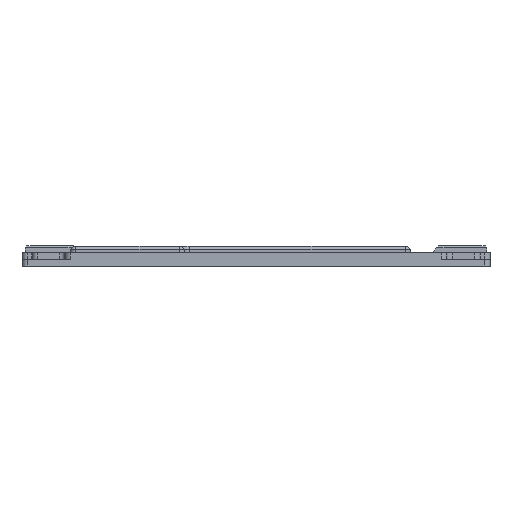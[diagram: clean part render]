
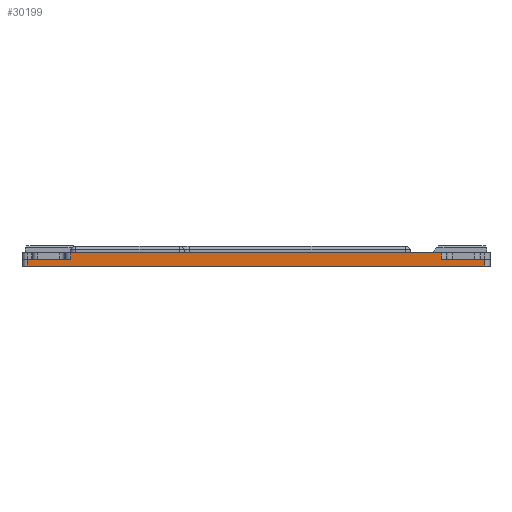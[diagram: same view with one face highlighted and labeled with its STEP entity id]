
A CAD part, front view. The second image highlights one B-rep face of the part: STEP entity #30199.
In plain terms, the highlighted planar face has unit normal (0, -1, 0).
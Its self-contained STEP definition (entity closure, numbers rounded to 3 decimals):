
#139 = PLANE('',#140);
#140 = AXIS2_PLACEMENT_3D('',#141,#142,#143);
#141 = CARTESIAN_POINT('',(0.,0.,0.));
#142 = DIRECTION('',(0.,0.,1.));
#143 = DIRECTION('',(1.,0.,-0.));
#352 = PLANE('',#353);
#353 = AXIS2_PLACEMENT_3D('',#354,#355,#356);
#354 = CARTESIAN_POINT('',(0.,0.,4.));
#355 = DIRECTION('',(0.,0.,1.));
#356 = DIRECTION('',(1.,0.,-0.));
#559 = VERTEX_POINT('',#560);
#560 = CARTESIAN_POINT('',(-68.913,-112.5,0.));
#579 = CYLINDRICAL_SURFACE('',#580,1.588);
#580 = AXIS2_PLACEMENT_3D('',#581,#582,#583);
#581 = CARTESIAN_POINT('',(-68.913,-110.913,0.));
#582 = DIRECTION('',(0.,0.,1.));
#583 = DIRECTION('',(0.,-1.,0.));
#591 = EDGE_CURVE('',#559,#592,#594,.T.);
#592 = VERTEX_POINT('',#593);
#593 = CARTESIAN_POINT('',(68.913,-112.5,0.));
#594 = SURFACE_CURVE('',#595,(#599,#606),.PCURVE_S1.);
#595 = LINE('',#596,#597);
#596 = CARTESIAN_POINT('',(-70.5,-112.5,0.));
#597 = VECTOR('',#598,1.);
#598 = DIRECTION('',(1.,0.,0.));
#599 = PCURVE('',#139,#600);
#600 = DEFINITIONAL_REPRESENTATION('',(#601),#605);
#601 = LINE('',#602,#603);
#602 = CARTESIAN_POINT('',(-70.5,-112.5));
#603 = VECTOR('',#604,1.);
#604 = DIRECTION('',(1.,0.));
#605 = ( GEOMETRIC_REPRESENTATION_CONTEXT(2) 
PARAMETRIC_REPRESENTATION_CONTEXT() REPRESENTATION_CONTEXT('2D SPACE',''
  ) );
#606 = PCURVE('',#607,#612);
#607 = PLANE('',#608);
#608 = AXIS2_PLACEMENT_3D('',#609,#610,#611);
#609 = CARTESIAN_POINT('',(-70.5,-112.5,0.));
#610 = DIRECTION('',(0.,1.,0.));
#611 = DIRECTION('',(1.,0.,0.));
#612 = DEFINITIONAL_REPRESENTATION('',(#613),#617);
#613 = LINE('',#614,#615);
#614 = CARTESIAN_POINT('',(0.,0.));
#615 = VECTOR('',#616,1.);
#616 = DIRECTION('',(1.,0.));
#617 = ( GEOMETRIC_REPRESENTATION_CONTEXT(2) 
PARAMETRIC_REPRESENTATION_CONTEXT() REPRESENTATION_CONTEXT('2D SPACE',''
  ) );
#636 = CYLINDRICAL_SURFACE('',#637,1.588);
#637 = AXIS2_PLACEMENT_3D('',#638,#639,#640);
#638 = CARTESIAN_POINT('',(68.913,-110.913,0.));
#639 = DIRECTION('',(0.,0.,1.));
#640 = DIRECTION('',(0.,-1.,0.));
#18139 = VERTEX_POINT('',#18140);
#18140 = CARTESIAN_POINT('',(-55.913,-112.5,4.));
#18159 = CYLINDRICAL_SURFACE('',#18160,1.588);
#18160 = AXIS2_PLACEMENT_3D('',#18161,#18162,#18163);
#18161 = CARTESIAN_POINT('',(-55.913,-110.913,6.));
#18162 = DIRECTION('',(-0.,-0.,-1.));
#18163 = DIRECTION('',(0.,-1.,0.));
#18171 = EDGE_CURVE('',#18139,#18172,#18174,.T.);
#18172 = VERTEX_POINT('',#18173);
#18173 = CARTESIAN_POINT('',(55.913,-112.5,4.));
#18174 = SURFACE_CURVE('',#18175,(#18179,#18186),.PCURVE_S1.);
#18175 = LINE('',#18176,#18177);
#18176 = CARTESIAN_POINT('',(-70.5,-112.5,4.));
#18177 = VECTOR('',#18178,1.);
#18178 = DIRECTION('',(1.,0.,0.));
#18179 = PCURVE('',#352,#18180);
#18180 = DEFINITIONAL_REPRESENTATION('',(#18181),#18185);
#18181 = LINE('',#18182,#18183);
#18182 = CARTESIAN_POINT('',(-70.5,-112.5));
#18183 = VECTOR('',#18184,1.);
#18184 = DIRECTION('',(1.,0.));
#18185 = ( GEOMETRIC_REPRESENTATION_CONTEXT(2) 
PARAMETRIC_REPRESENTATION_CONTEXT() REPRESENTATION_CONTEXT('2D SPACE',''
  ) );
#18186 = PCURVE('',#607,#18187);
#18187 = DEFINITIONAL_REPRESENTATION('',(#18188),#18192);
#18188 = LINE('',#18189,#18190);
#18189 = CARTESIAN_POINT('',(0.,-4.));
#18190 = VECTOR('',#18191,1.);
#18191 = DIRECTION('',(1.,0.));
#18192 = ( GEOMETRIC_REPRESENTATION_CONTEXT(2) 
PARAMETRIC_REPRESENTATION_CONTEXT() REPRESENTATION_CONTEXT('2D SPACE',''
  ) );
#18215 = CYLINDRICAL_SURFACE('',#18216,1.588);
#18216 = AXIS2_PLACEMENT_3D('',#18217,#18218,#18219);
#18217 = CARTESIAN_POINT('',(55.913,-110.913,6.));
#18218 = DIRECTION('',(-0.,-0.,-1.));
#18219 = DIRECTION('',(0.,-1.,0.));
#30037 = PLANE('',#30038);
#30038 = AXIS2_PLACEMENT_3D('',#30039,#30040,#30041);
#30039 = CARTESIAN_POINT('',(0.,0.,2.));
#30040 = DIRECTION('',(0.,0.,1.));
#30041 = DIRECTION('',(1.,0.,-0.));
#30125 = VERTEX_POINT('',#30126);
#30126 = CARTESIAN_POINT('',(-68.913,-112.5,2.));
#30152 = EDGE_CURVE('',#559,#30125,#30153,.T.);
#30153 = SURFACE_CURVE('',#30154,(#30158,#30165),.PCURVE_S1.);
#30154 = LINE('',#30155,#30156);
#30155 = CARTESIAN_POINT('',(-68.913,-112.5,0.));
#30156 = VECTOR('',#30157,1.);
#30157 = DIRECTION('',(0.,0.,1.));
#30158 = PCURVE('',#579,#30159);
#30159 = DEFINITIONAL_REPRESENTATION('',(#30160),#30164);
#30160 = LINE('',#30161,#30162);
#30161 = CARTESIAN_POINT('',(-0.,0.));
#30162 = VECTOR('',#30163,1.);
#30163 = DIRECTION('',(-0.,1.));
#30164 = ( GEOMETRIC_REPRESENTATION_CONTEXT(2) 
PARAMETRIC_REPRESENTATION_CONTEXT() REPRESENTATION_CONTEXT('2D SPACE',''
  ) );
#30165 = PCURVE('',#607,#30166);
#30166 = DEFINITIONAL_REPRESENTATION('',(#30167),#30171);
#30167 = LINE('',#30168,#30169);
#30168 = CARTESIAN_POINT('',(1.588,0.));
#30169 = VECTOR('',#30170,1.);
#30170 = DIRECTION('',(0.,-1.));
#30171 = ( GEOMETRIC_REPRESENTATION_CONTEXT(2) 
PARAMETRIC_REPRESENTATION_CONTEXT() REPRESENTATION_CONTEXT('2D SPACE',''
  ) );
#30199 = ADVANCED_FACE('',(#30200),#607,.F.);
#30200 = FACE_BOUND('',#30201,.F.);
#30201 = EDGE_LOOP('',(#30202,#30203,#30204,#30227,#30248,#30249,#30272,
    #30300));
#30202 = ORIENTED_EDGE('',*,*,#591,.F.);
#30203 = ORIENTED_EDGE('',*,*,#30152,.T.);
#30204 = ORIENTED_EDGE('',*,*,#30205,.F.);
#30205 = EDGE_CURVE('',#30206,#30125,#30208,.T.);
#30206 = VERTEX_POINT('',#30207);
#30207 = CARTESIAN_POINT('',(-55.913,-112.5,2.));
#30208 = SURFACE_CURVE('',#30209,(#30213,#30220),.PCURVE_S1.);
#30209 = LINE('',#30210,#30211);
#30210 = CARTESIAN_POINT('',(-55.913,-112.5,2.));
#30211 = VECTOR('',#30212,1.);
#30212 = DIRECTION('',(-1.,0.,0.));
#30213 = PCURVE('',#607,#30214);
#30214 = DEFINITIONAL_REPRESENTATION('',(#30215),#30219);
#30215 = LINE('',#30216,#30217);
#30216 = CARTESIAN_POINT('',(14.588,-2.));
#30217 = VECTOR('',#30218,1.);
#30218 = DIRECTION('',(-1.,0.));
#30219 = ( GEOMETRIC_REPRESENTATION_CONTEXT(2) 
PARAMETRIC_REPRESENTATION_CONTEXT() REPRESENTATION_CONTEXT('2D SPACE',''
  ) );
#30220 = PCURVE('',#30037,#30221);
#30221 = DEFINITIONAL_REPRESENTATION('',(#30222),#30226);
#30222 = LINE('',#30223,#30224);
#30223 = CARTESIAN_POINT('',(-55.913,-112.5));
#30224 = VECTOR('',#30225,1.);
#30225 = DIRECTION('',(-1.,0.));
#30226 = ( GEOMETRIC_REPRESENTATION_CONTEXT(2) 
PARAMETRIC_REPRESENTATION_CONTEXT() REPRESENTATION_CONTEXT('2D SPACE',''
  ) );
#30227 = ORIENTED_EDGE('',*,*,#30228,.F.);
#30228 = EDGE_CURVE('',#18139,#30206,#30229,.T.);
#30229 = SURFACE_CURVE('',#30230,(#30234,#30241),.PCURVE_S1.);
#30230 = LINE('',#30231,#30232);
#30231 = CARTESIAN_POINT('',(-55.913,-112.5,6.));
#30232 = VECTOR('',#30233,1.);
#30233 = DIRECTION('',(-0.,-0.,-1.));
#30234 = PCURVE('',#607,#30235);
#30235 = DEFINITIONAL_REPRESENTATION('',(#30236),#30240);
#30236 = LINE('',#30237,#30238);
#30237 = CARTESIAN_POINT('',(14.588,-6.));
#30238 = VECTOR('',#30239,1.);
#30239 = DIRECTION('',(-0.,1.));
#30240 = ( GEOMETRIC_REPRESENTATION_CONTEXT(2) 
PARAMETRIC_REPRESENTATION_CONTEXT() REPRESENTATION_CONTEXT('2D SPACE',''
  ) );
#30241 = PCURVE('',#18159,#30242);
#30242 = DEFINITIONAL_REPRESENTATION('',(#30243),#30247);
#30243 = LINE('',#30244,#30245);
#30244 = CARTESIAN_POINT('',(0.,0.));
#30245 = VECTOR('',#30246,1.);
#30246 = DIRECTION('',(0.,1.));
#30247 = ( GEOMETRIC_REPRESENTATION_CONTEXT(2) 
PARAMETRIC_REPRESENTATION_CONTEXT() REPRESENTATION_CONTEXT('2D SPACE',''
  ) );
#30248 = ORIENTED_EDGE('',*,*,#18171,.T.);
#30249 = ORIENTED_EDGE('',*,*,#30250,.T.);
#30250 = EDGE_CURVE('',#18172,#30251,#30253,.T.);
#30251 = VERTEX_POINT('',#30252);
#30252 = CARTESIAN_POINT('',(55.913,-112.5,2.));
#30253 = SURFACE_CURVE('',#30254,(#30258,#30265),.PCURVE_S1.);
#30254 = LINE('',#30255,#30256);
#30255 = CARTESIAN_POINT('',(55.913,-112.5,6.));
#30256 = VECTOR('',#30257,1.);
#30257 = DIRECTION('',(-0.,-0.,-1.));
#30258 = PCURVE('',#607,#30259);
#30259 = DEFINITIONAL_REPRESENTATION('',(#30260),#30264);
#30260 = LINE('',#30261,#30262);
#30261 = CARTESIAN_POINT('',(126.413,-6.));
#30262 = VECTOR('',#30263,1.);
#30263 = DIRECTION('',(-0.,1.));
#30264 = ( GEOMETRIC_REPRESENTATION_CONTEXT(2) 
PARAMETRIC_REPRESENTATION_CONTEXT() REPRESENTATION_CONTEXT('2D SPACE',''
  ) );
#30265 = PCURVE('',#18215,#30266);
#30266 = DEFINITIONAL_REPRESENTATION('',(#30267),#30271);
#30267 = LINE('',#30268,#30269);
#30268 = CARTESIAN_POINT('',(-0.,0.));
#30269 = VECTOR('',#30270,1.);
#30270 = DIRECTION('',(-0.,1.));
#30271 = ( GEOMETRIC_REPRESENTATION_CONTEXT(2) 
PARAMETRIC_REPRESENTATION_CONTEXT() REPRESENTATION_CONTEXT('2D SPACE',''
  ) );
#30272 = ORIENTED_EDGE('',*,*,#30273,.F.);
#30273 = EDGE_CURVE('',#30274,#30251,#30276,.T.);
#30274 = VERTEX_POINT('',#30275);
#30275 = CARTESIAN_POINT('',(68.913,-112.5,2.));
#30276 = SURFACE_CURVE('',#30277,(#30281,#30288),.PCURVE_S1.);
#30277 = LINE('',#30278,#30279);
#30278 = CARTESIAN_POINT('',(68.913,-112.5,2.));
#30279 = VECTOR('',#30280,1.);
#30280 = DIRECTION('',(-1.,0.,0.));
#30281 = PCURVE('',#607,#30282);
#30282 = DEFINITIONAL_REPRESENTATION('',(#30283),#30287);
#30283 = LINE('',#30284,#30285);
#30284 = CARTESIAN_POINT('',(139.413,-2.));
#30285 = VECTOR('',#30286,1.);
#30286 = DIRECTION('',(-1.,0.));
#30287 = ( GEOMETRIC_REPRESENTATION_CONTEXT(2) 
PARAMETRIC_REPRESENTATION_CONTEXT() REPRESENTATION_CONTEXT('2D SPACE',''
  ) );
#30288 = PCURVE('',#30289,#30294);
#30289 = PLANE('',#30290);
#30290 = AXIS2_PLACEMENT_3D('',#30291,#30292,#30293);
#30291 = CARTESIAN_POINT('',(0.,0.,2.));
#30292 = DIRECTION('',(0.,0.,1.));
#30293 = DIRECTION('',(1.,0.,-0.));
#30294 = DEFINITIONAL_REPRESENTATION('',(#30295),#30299);
#30295 = LINE('',#30296,#30297);
#30296 = CARTESIAN_POINT('',(68.913,-112.5));
#30297 = VECTOR('',#30298,1.);
#30298 = DIRECTION('',(-1.,0.));
#30299 = ( GEOMETRIC_REPRESENTATION_CONTEXT(2) 
PARAMETRIC_REPRESENTATION_CONTEXT() REPRESENTATION_CONTEXT('2D SPACE',''
  ) );
#30300 = ORIENTED_EDGE('',*,*,#30301,.F.);
#30301 = EDGE_CURVE('',#592,#30274,#30302,.T.);
#30302 = SURFACE_CURVE('',#30303,(#30307,#30314),.PCURVE_S1.);
#30303 = LINE('',#30304,#30305);
#30304 = CARTESIAN_POINT('',(68.913,-112.5,0.));
#30305 = VECTOR('',#30306,1.);
#30306 = DIRECTION('',(0.,0.,1.));
#30307 = PCURVE('',#607,#30308);
#30308 = DEFINITIONAL_REPRESENTATION('',(#30309),#30313);
#30309 = LINE('',#30310,#30311);
#30310 = CARTESIAN_POINT('',(139.413,0.));
#30311 = VECTOR('',#30312,1.);
#30312 = DIRECTION('',(0.,-1.));
#30313 = ( GEOMETRIC_REPRESENTATION_CONTEXT(2) 
PARAMETRIC_REPRESENTATION_CONTEXT() REPRESENTATION_CONTEXT('2D SPACE',''
  ) );
#30314 = PCURVE('',#636,#30315);
#30315 = DEFINITIONAL_REPRESENTATION('',(#30316),#30320);
#30316 = LINE('',#30317,#30318);
#30317 = CARTESIAN_POINT('',(0.,0.));
#30318 = VECTOR('',#30319,1.);
#30319 = DIRECTION('',(0.,1.));
#30320 = ( GEOMETRIC_REPRESENTATION_CONTEXT(2) 
PARAMETRIC_REPRESENTATION_CONTEXT() REPRESENTATION_CONTEXT('2D SPACE',''
  ) );
